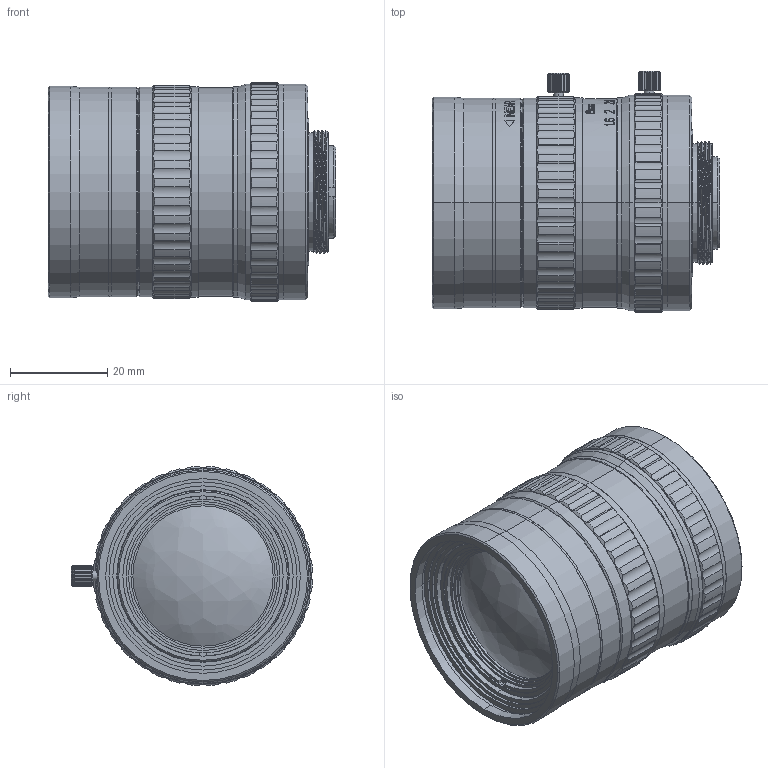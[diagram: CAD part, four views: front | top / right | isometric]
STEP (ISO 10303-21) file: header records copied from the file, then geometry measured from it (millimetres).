
FILE_DESCRIPTION (( 'STEP AP203' ), '1' );
FILE_NAME ('600007.STEP', '2021-08-06T05:45:33', ( '' ), ( '' ), 'SwSTEP 2.0', 'SolidWorks 2020', '' );
FILE_SCHEMA (( 'CONFIG_CONTROL_DESIGN' ));
Length unit declared in the file: millimetre
Products named in the file (1): 600007
Bounding box: 59.07 x 49.48 x 44.96 mm (x, y, z)
Surface area: 21977.8 mm2 (no closed solid volume)
Topology: 0 solids, 12 shells, 1489 faces, 4076 edges, 2719 vertices
Faces by surface type: bspline 520, plane 508, cylinder 410, cone 51
Entity records: 63545 total; most frequent: CARTESIAN_POINT 29175, ORIENTED_EDGE 8138, DIRECTION 5480, EDGE_CURVE 4076, VERTEX_POINT 2719, AXIS2_PLACEMENT_3D 1877, LINE 1726, VECTOR 1726
